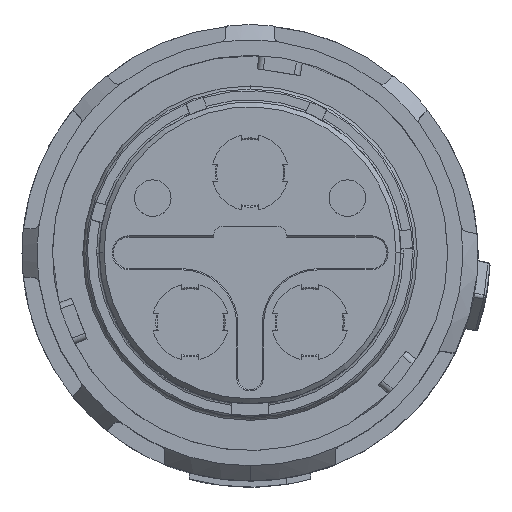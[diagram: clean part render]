
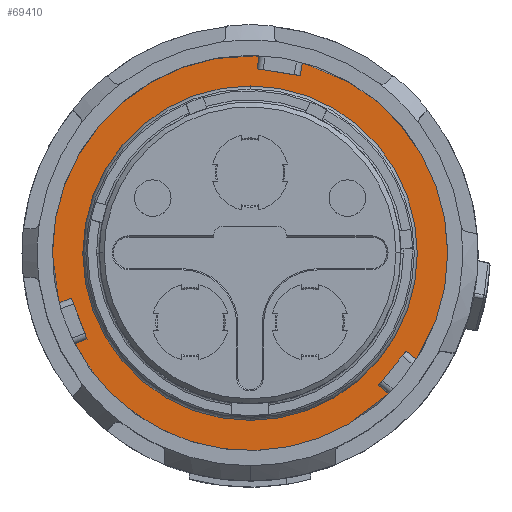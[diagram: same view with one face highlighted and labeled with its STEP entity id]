
A CAD part, top view. The second image highlights one B-rep face of the part: STEP entity #69410.
In plain terms, the highlighted planar face has unit normal (0, 0, 1).
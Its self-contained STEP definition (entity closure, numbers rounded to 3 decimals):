
#60730=CARTESIAN_POINT('',(8.125,-14.073,11.6));
#60740=VERTEX_POINT('',#60730);
#60940=CARTESIAN_POINT('',(-8.125,14.073,11.6));
#60950=VERTEX_POINT('',#60940);
#60980=CARTESIAN_POINT('',(0.,0.,11.6)
);
#60990=DIRECTION('',(0.,0.,-1.));
#61000=DIRECTION('',(-0.5,0.866,0.));
#61010=AXIS2_PLACEMENT_3D('',#60980,#60990,#61000);
#61020=CIRCLE('',#61010,16.25);
#61030=EDGE_CURVE('',#60740,#60950,#61020,.T.);
#69160=CARTESIAN_POINT('',(0.,0.,
11.6));
#69170=DIRECTION('',(0.,-0.,1.));
#69180=DIRECTION('',(0.,1.,0.));
#69190=AXIS2_PLACEMENT_3D('',#69160,#69170,#69180);
#69200=PLANE('',#69190);
#69210=EDGE_CURVE('',#60950,#60740,#61020,.T.);
#69220=ORIENTED_EDGE('',*,*,#69210,.F.);
#69230=ORIENTED_EDGE('',*,*,#61030,.F.);
#69240=EDGE_LOOP('',(#69230,#69220));
#69250=FACE_OUTER_BOUND('',#69240,.T.);
#69260=CARTESIAN_POINT('',(0.,0.,
11.6));
#69270=DIRECTION('',(0.,0.,-1.));
#69280=DIRECTION('',(0.,-1.,0.));
#69290=AXIS2_PLACEMENT_3D('',#69260,#69270,#69280);
#69300=CIRCLE('',#69290,13.5);
#69310=CARTESIAN_POINT('',(0.,-13.5,11.6)
);
#69320=VERTEX_POINT('',#69310);
#69330=CARTESIAN_POINT('',(0.,13.5,11.6))
;
#69340=VERTEX_POINT('',#69330);
#69350=EDGE_CURVE('',#69320,#69340,#69300,.T.);
#69360=ORIENTED_EDGE('',*,*,#69350,.T.);
#69370=EDGE_CURVE('',#69340,#69320,#69300,.T.);
#69380=ORIENTED_EDGE('',*,*,#69370,.T.);
#69390=EDGE_LOOP('',(#69380,#69360));
#69400=FACE_BOUND('',#69390,.T.);
#69410=ADVANCED_FACE('',(#69250,#69400),#69200,.T.);
